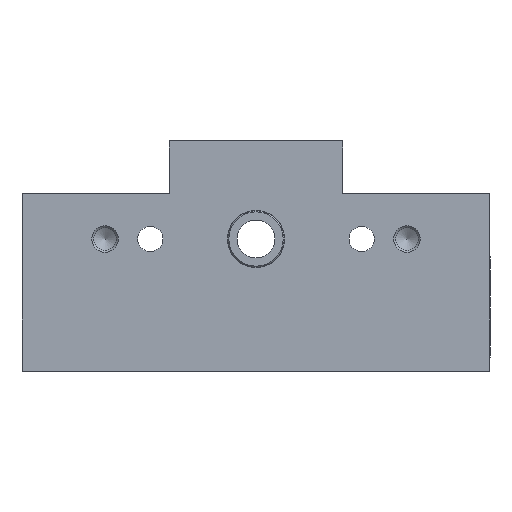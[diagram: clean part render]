
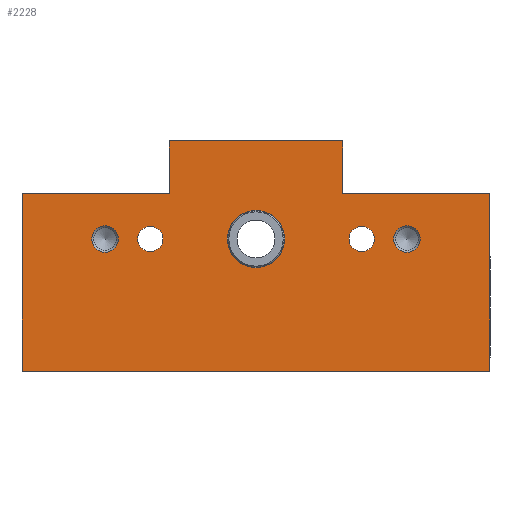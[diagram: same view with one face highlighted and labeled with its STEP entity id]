
A CAD part, front view. The second image highlights one B-rep face of the part: STEP entity #2228.
In plain terms, the highlighted planar face has unit normal (0, -1, 0).
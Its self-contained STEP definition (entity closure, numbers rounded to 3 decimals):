
#45=FACE_BOUND('',#329,.T.);
#46=FACE_BOUND('',#330,.T.);
#47=FACE_BOUND('',#331,.T.);
#48=FACE_BOUND('',#332,.T.);
#49=FACE_BOUND('',#333,.T.);
#84=PLANE('',#2502);
#197=FACE_OUTER_BOUND('',#328,.T.);
#328=EDGE_LOOP('',(#1782,#1783,#1784,#1785,#1786,#1787,#1788,#1789));
#329=EDGE_LOOP('',(#1790,#1791));
#330=EDGE_LOOP('',(#1792,#1793));
#331=EDGE_LOOP('',(#1794,#1795));
#332=EDGE_LOOP('',(#1796,#1797));
#333=EDGE_LOOP('',(#1798,#1799));
#456=LINE('',#3700,#592);
#491=LINE('',#3815,#627);
#493=LINE('',#3819,#629);
#501=LINE('',#3829,#637);
#503=LINE('',#3833,#639);
#505=LINE('',#3837,#641);
#507=LINE('',#3841,#643);
#509=LINE('',#3844,#645);
#592=VECTOR('',#2949,1000.);
#627=VECTOR('',#3046,1000.);
#629=VECTOR('',#3050,1000.);
#637=VECTOR('',#3060,1000.);
#639=VECTOR('',#3064,1000.);
#641=VECTOR('',#3068,1000.);
#643=VECTOR('',#3072,1000.);
#645=VECTOR('',#3076,1000.);
#710=CIRCLE('',#2361,7.6);
#711=CIRCLE('',#2362,7.6);
#726=CIRCLE('',#2382,3.5);
#727=CIRCLE('',#2383,3.5);
#732=CIRCLE('',#2391,3.5);
#733=CIRCLE('',#2392,3.5);
#737=CIRCLE('',#2399,3.35);
#738=CIRCLE('',#2400,3.35);
#741=CIRCLE('',#2404,3.35);
#742=CIRCLE('',#2405,3.35);
#906=VERTEX_POINT('',#3476);
#907=VERTEX_POINT('',#3478);
#926=VERTEX_POINT('',#3524);
#927=VERTEX_POINT('',#3526);
#933=VERTEX_POINT('',#3543);
#934=VERTEX_POINT('',#3545);
#940=VERTEX_POINT('',#3561);
#941=VERTEX_POINT('',#3563);
#944=VERTEX_POINT('',#3571);
#945=VERTEX_POINT('',#3573);
#992=VERTEX_POINT('',#3698);
#993=VERTEX_POINT('',#3699);
#1042=VERTEX_POINT('',#3814);
#1043=VERTEX_POINT('',#3818);
#1044=VERTEX_POINT('',#3828);
#1045=VERTEX_POINT('',#3832);
#1046=VERTEX_POINT('',#3836);
#1047=VERTEX_POINT('',#3840);
#1159=EDGE_CURVE('',#906,#907,#710,.T.);
#1160=EDGE_CURVE('',#907,#906,#711,.T.);
#1182=EDGE_CURVE('',#926,#927,#726,.T.);
#1183=EDGE_CURVE('',#927,#926,#727,.T.);
#1191=EDGE_CURVE('',#933,#934,#732,.T.);
#1192=EDGE_CURVE('',#934,#933,#733,.T.);
#1199=EDGE_CURVE('',#940,#941,#737,.T.);
#1200=EDGE_CURVE('',#941,#940,#738,.T.);
#1204=EDGE_CURVE('',#944,#945,#741,.T.);
#1205=EDGE_CURVE('',#945,#944,#742,.T.);
#1264=EDGE_CURVE('',#992,#993,#456,.T.);
#1319=EDGE_CURVE('',#1042,#992,#491,.T.);
#1321=EDGE_CURVE('',#993,#1043,#493,.T.);
#1329=EDGE_CURVE('',#1043,#1044,#501,.T.);
#1331=EDGE_CURVE('',#1044,#1045,#503,.T.);
#1333=EDGE_CURVE('',#1045,#1046,#505,.T.);
#1335=EDGE_CURVE('',#1046,#1047,#507,.T.);
#1337=EDGE_CURVE('',#1047,#1042,#509,.T.);
#1782=ORIENTED_EDGE('',*,*,#1319,.F.);
#1783=ORIENTED_EDGE('',*,*,#1337,.F.);
#1784=ORIENTED_EDGE('',*,*,#1335,.F.);
#1785=ORIENTED_EDGE('',*,*,#1333,.F.);
#1786=ORIENTED_EDGE('',*,*,#1331,.F.);
#1787=ORIENTED_EDGE('',*,*,#1329,.F.);
#1788=ORIENTED_EDGE('',*,*,#1321,.F.);
#1789=ORIENTED_EDGE('',*,*,#1264,.F.);
#1790=ORIENTED_EDGE('',*,*,#1160,.F.);
#1791=ORIENTED_EDGE('',*,*,#1159,.F.);
#1792=ORIENTED_EDGE('',*,*,#1183,.F.);
#1793=ORIENTED_EDGE('',*,*,#1182,.F.);
#1794=ORIENTED_EDGE('',*,*,#1192,.F.);
#1795=ORIENTED_EDGE('',*,*,#1191,.F.);
#1796=ORIENTED_EDGE('',*,*,#1200,.F.);
#1797=ORIENTED_EDGE('',*,*,#1199,.F.);
#1798=ORIENTED_EDGE('',*,*,#1205,.F.);
#1799=ORIENTED_EDGE('',*,*,#1204,.F.);
#2228=ADVANCED_FACE('',(#197,#45,#46,#47,#48,#49),#84,.T.);
#2361=AXIS2_PLACEMENT_3D('',#3479,#2710,#2711);
#2362=AXIS2_PLACEMENT_3D('',#3480,#2712,#2713);
#2382=AXIS2_PLACEMENT_3D('',#3527,#2759,#2760);
#2383=AXIS2_PLACEMENT_3D('',#3528,#2761,#2762);
#2391=AXIS2_PLACEMENT_3D('',#3546,#2780,#2781);
#2392=AXIS2_PLACEMENT_3D('',#3547,#2782,#2783);
#2399=AXIS2_PLACEMENT_3D('',#3564,#2799,#2800);
#2400=AXIS2_PLACEMENT_3D('',#3565,#2801,#2802);
#2404=AXIS2_PLACEMENT_3D('',#3574,#2810,#2811);
#2405=AXIS2_PLACEMENT_3D('',#3575,#2812,#2813);
#2502=AXIS2_PLACEMENT_3D('',#3845,#3077,#3078);
#2710=DIRECTION('center_axis',(0.,-1.,0.));
#2711=DIRECTION('ref_axis',(0.,0.,-1.));
#2712=DIRECTION('center_axis',(0.,-1.,0.));
#2713=DIRECTION('ref_axis',(0.,0.,-1.));
#2759=DIRECTION('center_axis',(0.,-1.,0.));
#2760=DIRECTION('ref_axis',(0.,0.,-1.));
#2761=DIRECTION('center_axis',(0.,-1.,0.));
#2762=DIRECTION('ref_axis',(0.,0.,-1.));
#2780=DIRECTION('center_axis',(0.,-1.,0.));
#2781=DIRECTION('ref_axis',(0.,0.,-1.));
#2782=DIRECTION('center_axis',(0.,-1.,0.));
#2783=DIRECTION('ref_axis',(0.,0.,-1.));
#2799=DIRECTION('center_axis',(0.,-1.,0.));
#2800=DIRECTION('ref_axis',(0.,0.,-1.));
#2801=DIRECTION('center_axis',(0.,-1.,0.));
#2802=DIRECTION('ref_axis',(0.,0.,-1.));
#2810=DIRECTION('center_axis',(0.,-1.,0.));
#2811=DIRECTION('ref_axis',(0.,0.,-1.));
#2812=DIRECTION('center_axis',(0.,-1.,0.));
#2813=DIRECTION('ref_axis',(0.,0.,-1.));
#2949=DIRECTION('',(0.,0.,-1.));
#3046=DIRECTION('',(1.,0.,0.));
#3050=DIRECTION('',(-1.,0.,0.));
#3060=DIRECTION('',(0.,0.,1.));
#3064=DIRECTION('',(1.,0.,0.));
#3068=DIRECTION('',(0.,0.,1.));
#3072=DIRECTION('',(1.,0.,0.));
#3076=DIRECTION('',(0.,0.,-1.));
#3077=DIRECTION('center_axis',(0.,-1.,0.));
#3078=DIRECTION('ref_axis',(0.,0.,-1.));
#3476=CARTESIAN_POINT('',(0.,0.,25.6));
#3478=CARTESIAN_POINT('',(0.,0.,10.4));
#3479=CARTESIAN_POINT('Origin',(0.,0.,18.));
#3480=CARTESIAN_POINT('Origin',(0.,0.,18.));
#3524=CARTESIAN_POINT('',(-40.,0.,21.5));
#3526=CARTESIAN_POINT('',(-40.,0.,14.5));
#3527=CARTESIAN_POINT('Origin',(-40.,0.,18.));
#3528=CARTESIAN_POINT('Origin',(-40.,0.,18.));
#3543=CARTESIAN_POINT('',(40.,0.,21.5));
#3545=CARTESIAN_POINT('',(40.,0.,14.5));
#3546=CARTESIAN_POINT('Origin',(40.,0.,18.));
#3547=CARTESIAN_POINT('Origin',(40.,0.,18.));
#3561=CARTESIAN_POINT('',(-28.,0.,21.35));
#3563=CARTESIAN_POINT('',(-28.,0.,14.65));
#3564=CARTESIAN_POINT('Origin',(-28.,0.,18.));
#3565=CARTESIAN_POINT('Origin',(-28.,0.,18.));
#3571=CARTESIAN_POINT('',(28.,0.,21.35));
#3573=CARTESIAN_POINT('',(28.,0.,14.65));
#3574=CARTESIAN_POINT('Origin',(28.,0.,18.));
#3575=CARTESIAN_POINT('Origin',(28.,0.,18.));
#3698=CARTESIAN_POINT('',(62.,0.,30.));
#3699=CARTESIAN_POINT('',(62.,0.,-17.));
#3700=CARTESIAN_POINT('',(62.,0.,-17.));
#3814=CARTESIAN_POINT('',(23.,0.,30.));
#3815=CARTESIAN_POINT('',(23.,0.,30.));
#3818=CARTESIAN_POINT('',(-62.,0.,-17.));
#3819=CARTESIAN_POINT('',(-62.,0.,-17.));
#3828=CARTESIAN_POINT('',(-62.,0.,30.));
#3829=CARTESIAN_POINT('',(-62.,0.,-17.));
#3832=CARTESIAN_POINT('',(-23.,0.,30.));
#3833=CARTESIAN_POINT('',(-62.,0.,30.));
#3836=CARTESIAN_POINT('',(-23.,0.,44.));
#3837=CARTESIAN_POINT('',(-23.,0.,30.));
#3840=CARTESIAN_POINT('',(23.,0.,44.));
#3841=CARTESIAN_POINT('',(-23.,0.,44.));
#3844=CARTESIAN_POINT('',(23.,0.,30.));
#3845=CARTESIAN_POINT('Origin',(62.,0.,30.));
